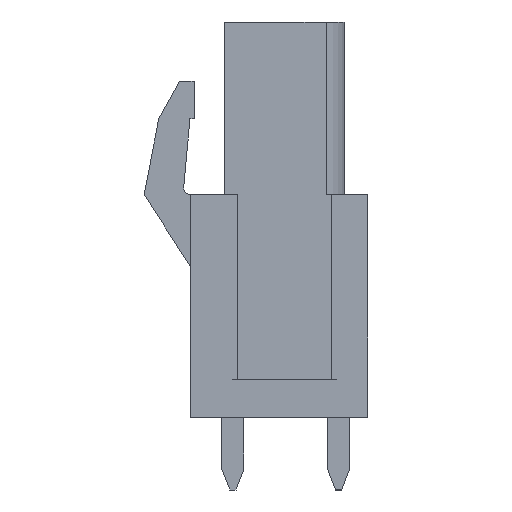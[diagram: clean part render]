
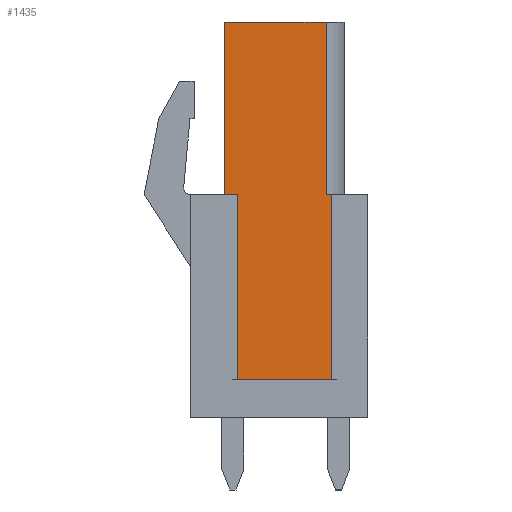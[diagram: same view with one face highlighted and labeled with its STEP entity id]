
A CAD part, left-side view. The second image highlights one B-rep face of the part: STEP entity #1435.
In plain terms, the highlighted planar face has unit normal (-1, 0, 0).
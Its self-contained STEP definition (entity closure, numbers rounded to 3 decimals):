
#1435 = ADVANCED_FACE( '', ( #3413 ), #3414, .T. );
#3413 = FACE_OUTER_BOUND( '', #6070, .T. );
#3414 = PLANE( '', #6071 );
#6070 = EDGE_LOOP( '', ( #10052, #10053, #10054, #10055, #10056, #10057, #10058 ) );
#6071 = AXIS2_PLACEMENT_3D( '', #10059, #10060, #10061 );
#10052 = ORIENTED_EDGE( '', *, *, #17420, .T. );
#10053 = ORIENTED_EDGE( '', *, *, #17421, .T. );
#10054 = ORIENTED_EDGE( '', *, *, #17422, .T. );
#10055 = ORIENTED_EDGE( '', *, *, #16707, .T. );
#10056 = ORIENTED_EDGE( '', *, *, #17423, .T. );
#10057 = ORIENTED_EDGE( '', *, *, #17013, .F. );
#10058 = ORIENTED_EDGE( '', *, *, #17424, .F. );
#10059 = CARTESIAN_POINT( '', ( -44.77, 0., 0. ) );
#10060 = DIRECTION( '', ( -1., 0., 0. ) );
#10061 = DIRECTION( '', ( 0., 0., 1. ) );
#16707 = EDGE_CURVE( '', #20332, #20104, #20335, .T. );
#17013 = EDGE_CURVE( '', #20861, #20864, #20865, .T. );
#17420 = EDGE_CURVE( '', #21535, #21536, #21537, .T. );
#17421 = EDGE_CURVE( '', #21536, #21538, #21539, .T. );
#17422 = EDGE_CURVE( '', #21538, #20332, #21540, .T. );
#17423 = EDGE_CURVE( '', #20104, #20864, #21541, .T. );
#17424 = EDGE_CURVE( '', #21535, #20861, #21542, .T. );
#20104 = VERTEX_POINT( '', #25188 );
#20332 = VERTEX_POINT( '', #25527 );
#20335 = LINE( '', #25532, #25533 );
#20861 = VERTEX_POINT( '', #26322 );
#20864 = VERTEX_POINT( '', #26326 );
#20865 = LINE( '', #26327, #26328 );
#21535 = VERTEX_POINT( '', #27307 );
#21536 = VERTEX_POINT( '', #27308 );
#21537 = LINE( '', #27309, #27310 );
#21538 = VERTEX_POINT( '', #27311 );
#21539 = LINE( '', #27312, #27313 );
#21540 = LINE( '', #27314, #27315 );
#21541 = LINE( '', #27316, #27317 );
#21542 = LINE( '', #27318, #27319 );
#25188 = CARTESIAN_POINT( '', ( -44.77, 2.65, 0. ) );
#25527 = CARTESIAN_POINT( '', ( -44.77, 2.65, 8.3 ) );
#25532 = CARTESIAN_POINT( '', ( -44.77, 2.65, 8.3 ) );
#25533 = VECTOR( '', #31796, 1000. );
#26322 = CARTESIAN_POINT( '', ( -44.77, -3.15, -8.9 ) );
#26326 = CARTESIAN_POINT( '', ( -44.77, 2.65, -8.9 ) );
#26327 = CARTESIAN_POINT( '', ( -44.77, -4.25, -8.9 ) );
#26328 = VECTOR( '', #32091, 1000. );
#27307 = CARTESIAN_POINT( '', ( -44.77, -3.15, 0. ) );
#27308 = CARTESIAN_POINT( '', ( -44.77, -2.25, 0. ) );
#27309 = CARTESIAN_POINT( '', ( -44.77, 0., 0. ) );
#27310 = VECTOR( '', #32479, 1000. );
#27311 = CARTESIAN_POINT( '', ( -44.77, -2.25, 8.3 ) );
#27312 = CARTESIAN_POINT( '', ( -44.77, -2.25, 0. ) );
#27313 = VECTOR( '', #32480, 1000. );
#27314 = CARTESIAN_POINT( '', ( -44.77, -3.15, 8.3 ) );
#27315 = VECTOR( '', #32481, 1000. );
#27316 = CARTESIAN_POINT( '', ( -44.77, 2.65, 0. ) );
#27317 = VECTOR( '', #32482, 1000. );
#27318 = CARTESIAN_POINT( '', ( -44.77, -3.15, 0. ) );
#27319 = VECTOR( '', #32483, 1000. );
#31796 = DIRECTION( '', ( 0., 0., -1. ) );
#32091 = DIRECTION( '', ( 0., 1., 0. ) );
#32479 = DIRECTION( '', ( 0., 1., 0. ) );
#32480 = DIRECTION( '', ( 0., 0., 1. ) );
#32481 = DIRECTION( '', ( 0., 1., 0. ) );
#32482 = DIRECTION( '', ( 0., 0., -1. ) );
#32483 = DIRECTION( '', ( 0., 0., -1. ) );
